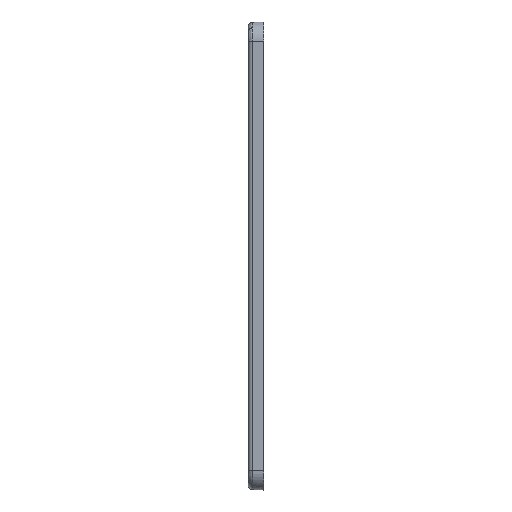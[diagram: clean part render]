
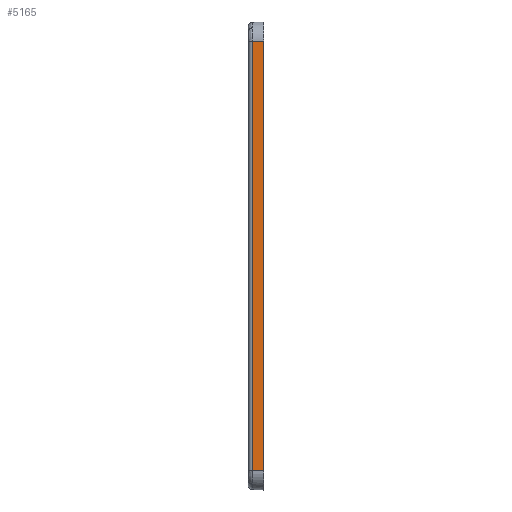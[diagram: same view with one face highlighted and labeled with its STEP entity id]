
A CAD part, left-side view. The second image highlights one B-rep face of the part: STEP entity #5165.
In plain terms, the highlighted planar face has unit normal (-1, 0.026, 0).
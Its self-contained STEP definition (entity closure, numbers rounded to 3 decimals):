
#1470 = VERTEX_POINT('',#1471);
#1471 = CARTESIAN_POINT('',(-111.157,3.539,
    67.159));
#5165 = ADVANCED_FACE('',(#5166),#5198,.T.);
#5166 = FACE_BOUND('',#5167,.T.);
#5167 = EDGE_LOOP('',(#5168,#5176,#5184,#5192));
#5168 = ORIENTED_EDGE('',*,*,#5169,.T.);
#5169 = EDGE_CURVE('',#5170,#1470,#5172,.T.);
#5170 = VERTEX_POINT('',#5171);
#5171 = CARTESIAN_POINT('',(-111.25,0.,67.252));
#5172 = LINE('',#5173,#5174);
#5173 = CARTESIAN_POINT('',(-111.25,0.,67.252)
  );
#5174 = VECTOR('',#5175,1.);
#5175 = DIRECTION('',(0.026,0.999,
    -0.026));
#5176 = ORIENTED_EDGE('',*,*,#5177,.T.);
#5177 = EDGE_CURVE('',#1470,#5178,#5180,.T.);
#5178 = VERTEX_POINT('',#5179);
#5179 = CARTESIAN_POINT('',(-111.157,3.539,
    -67.159));
#5180 = LINE('',#5181,#5182);
#5181 = CARTESIAN_POINT('',(-111.157,3.539,
    67.159));
#5182 = VECTOR('',#5183,1.);
#5183 = DIRECTION('',(0.,0.,-1.));
#5184 = ORIENTED_EDGE('',*,*,#5185,.T.);
#5185 = EDGE_CURVE('',#5178,#5186,#5188,.T.);
#5186 = VERTEX_POINT('',#5187);
#5187 = CARTESIAN_POINT('',(-111.25,0.,-67.252));
#5188 = LINE('',#5189,#5190);
#5189 = CARTESIAN_POINT('',(-111.157,3.539,
    -67.159));
#5190 = VECTOR('',#5191,1.);
#5191 = DIRECTION('',(-0.026,-0.999,
    -0.026));
#5192 = ORIENTED_EDGE('',*,*,#5193,.T.);
#5193 = EDGE_CURVE('',#5186,#5170,#5194,.T.);
#5194 = LINE('',#5195,#5196);
#5195 = CARTESIAN_POINT('',(-111.25,0.,-67.252));
#5196 = VECTOR('',#5197,1.);
#5197 = DIRECTION('',(0.,0.,1.));
#5198 = PLANE('',#5199);
#5199 = AXIS2_PLACEMENT_3D('',#5200,#5201,#5202);
#5200 = CARTESIAN_POINT('',(-111.25,0.,-73.25));
#5201 = DIRECTION('',(-1.,0.026,
    0.));
#5202 = DIRECTION('',(0.,0.,1.));
